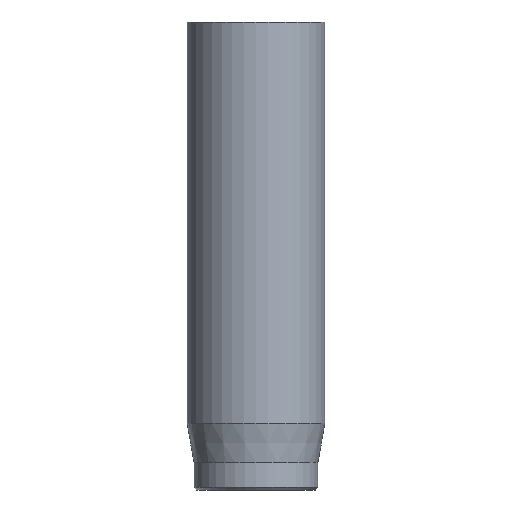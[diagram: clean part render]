
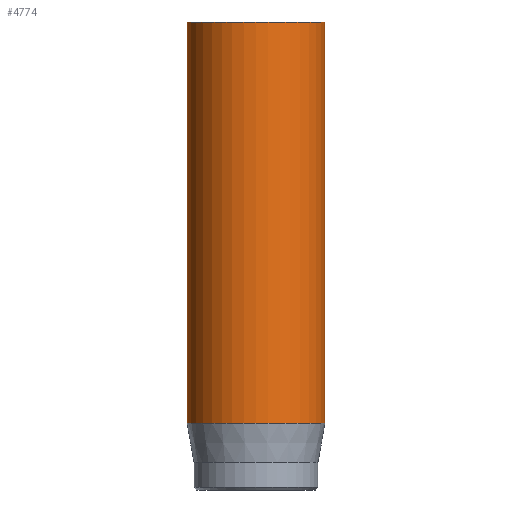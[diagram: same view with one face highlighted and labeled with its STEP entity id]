
A CAD part, front view. The second image highlights one B-rep face of the part: STEP entity #4774.
In plain terms, the highlighted cylindrical face has radius 2.5 mm (diameter 5 mm), a full revolution.
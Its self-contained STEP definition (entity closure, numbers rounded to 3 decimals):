
#32=CYLINDRICAL_SURFACE('',#4957,2.5);
#47=CIRCLE('',#4924,2.5);
#63=CIRCLE('',#4955,2.5);
#64=CIRCLE('',#4956,2.5);
#838=FACE_OUTER_BOUND('',#1121,.T.);
#1121=EDGE_LOOP('',(#4348,#4349,#4350,#4351,#4352));
#1463=LINE('',#9200,#1811);
#1811=VECTOR('',#5513,2.5);
#2266=VERTEX_POINT('',#9139);
#2282=VERTEX_POINT('',#9194);
#2283=VERTEX_POINT('',#9195);
#2952=EDGE_CURVE('',#2266,#2266,#47,.T.);
#2976=EDGE_CURVE('',#2282,#2283,#63,.T.);
#2977=EDGE_CURVE('',#2283,#2282,#64,.T.);
#2979=EDGE_CURVE('',#2266,#2282,#1463,.T.);
#4348=ORIENTED_EDGE('',*,*,#2952,.T.);
#4349=ORIENTED_EDGE('',*,*,#2979,.T.);
#4350=ORIENTED_EDGE('',*,*,#2976,.T.);
#4351=ORIENTED_EDGE('',*,*,#2977,.T.);
#4352=ORIENTED_EDGE('',*,*,#2979,.F.);
#4774=ADVANCED_FACE('',(#838),#32,.T.);
#4924=AXIS2_PLACEMENT_3D('',#9140,#5436,#5437);
#4955=AXIS2_PLACEMENT_3D('',#9196,#5506,#5507);
#4956=AXIS2_PLACEMENT_3D('',#9197,#5508,#5509);
#4957=AXIS2_PLACEMENT_3D('',#9199,#5511,#5512);
#5436=DIRECTION('center_axis',(0.,0.,-1.));
#5437=DIRECTION('ref_axis',(-1.,0.,0.));
#5506=DIRECTION('center_axis',(0.,0.,1.));
#5507=DIRECTION('ref_axis',(-1.,0.,0.));
#5508=DIRECTION('center_axis',(0.,0.,1.));
#5509=DIRECTION('ref_axis',(-1.,0.,0.));
#5511=DIRECTION('center_axis',(0.,0.,1.));
#5512=DIRECTION('ref_axis',(-1.,0.,0.));
#5513=DIRECTION('',(0.,0.,-1.));
#9139=CARTESIAN_POINT('',(2.5,0.,17.));
#9140=CARTESIAN_POINT('Origin',(0.,0.,17.));
#9194=CARTESIAN_POINT('',(2.5,0.,2.418));
#9195=CARTESIAN_POINT('',(-2.5,0.,2.418));
#9196=CARTESIAN_POINT('Origin',(0.,0.,2.418));
#9197=CARTESIAN_POINT('Origin',(0.,0.,2.418));
#9199=CARTESIAN_POINT('Origin',(0.,0.,0.));
#9200=CARTESIAN_POINT('',(2.5,0.,0.));
